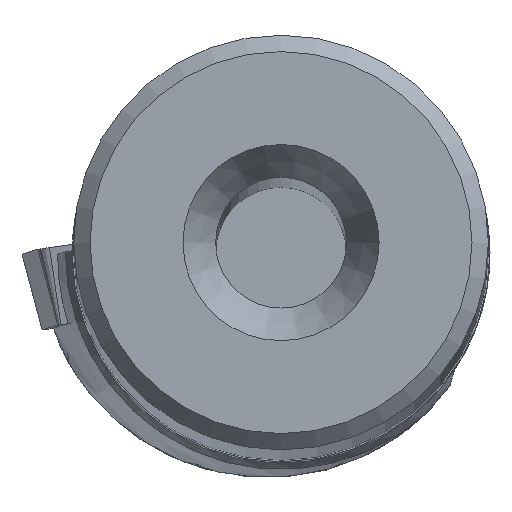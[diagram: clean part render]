
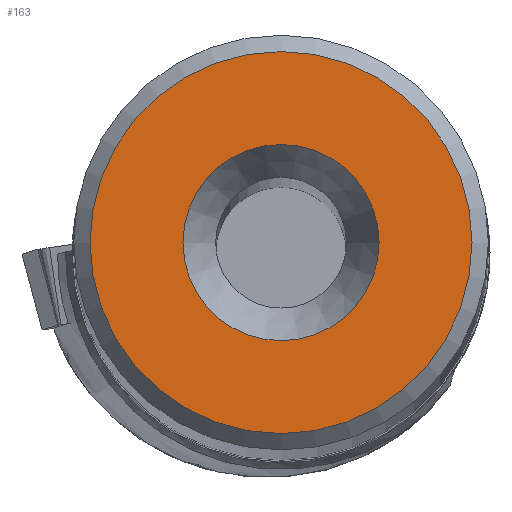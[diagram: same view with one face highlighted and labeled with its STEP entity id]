
A CAD part, top view. The second image highlights one B-rep face of the part: STEP entity #163.
In plain terms, the highlighted planar face has unit normal (0, 0, 1).
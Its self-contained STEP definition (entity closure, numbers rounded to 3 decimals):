
#163=ADVANCED_FACE('',(#280,#281),#190,.T.);
#190=PLANE('',#798);
#280=FACE_BOUND('',#329,.T.);
#281=FACE_BOUND('',#330,.T.);
#329=EDGE_LOOP('',(#451));
#330=EDGE_LOOP('',(#452));
#451=ORIENTED_EDGE('',*,*,#624,.F.);
#452=ORIENTED_EDGE('',*,*,#625,.T.);
#554=VERTEX_POINT('',#1300);
#555=VERTEX_POINT('',#1302);
#624=EDGE_CURVE('',#554,#554,#665,.T.);
#625=EDGE_CURVE('',#555,#555,#666,.T.);
#665=CIRCLE('',#796,3.);
#666=CIRCLE('',#797,5.843);
#796=AXIS2_PLACEMENT_3D('',#1299,#945,#946);
#797=AXIS2_PLACEMENT_3D('',#1301,#947,#948);
#798=AXIS2_PLACEMENT_3D('',#1303,#949,#950);
#945=DIRECTION('',(0.,0.,1.));
#946=DIRECTION('',(1.,0.,0.));
#947=DIRECTION('',(0.,0.,1.));
#948=DIRECTION('',(1.,0.,0.));
#949=DIRECTION('',(0.,0.,1.));
#950=DIRECTION('',(1.,0.,0.));
#1299=CARTESIAN_POINT('',(0.,0.,0.));
#1300=CARTESIAN_POINT('',(3.,0.,0.));
#1301=CARTESIAN_POINT('',(0.,0.,0.));
#1302=CARTESIAN_POINT('',(5.843,0.,0.));
#1303=CARTESIAN_POINT('',(0.,0.,0.));
